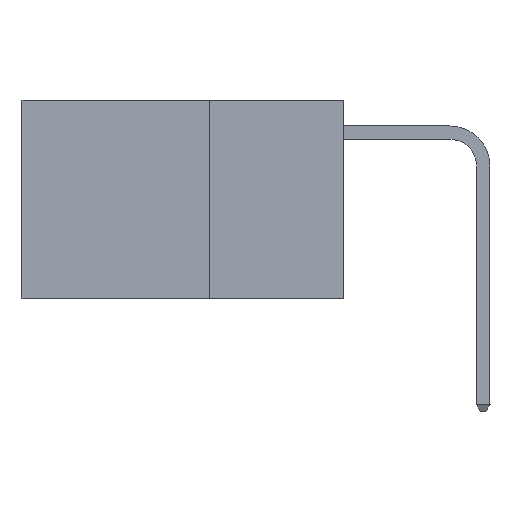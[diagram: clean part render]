
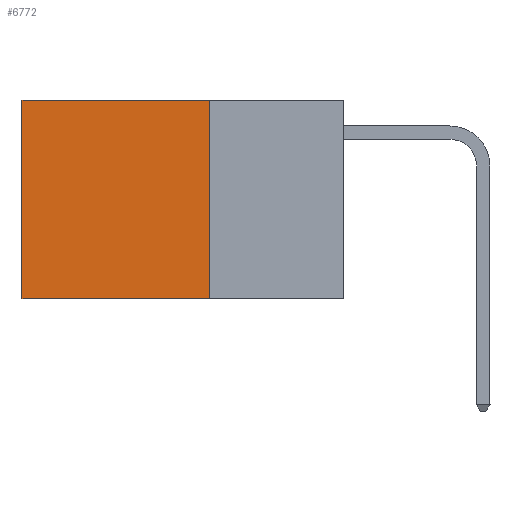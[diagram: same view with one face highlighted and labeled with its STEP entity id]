
A CAD part, left-side view. The second image highlights one B-rep face of the part: STEP entity #6772.
In plain terms, the highlighted planar face has unit normal (-1, 0, 0).
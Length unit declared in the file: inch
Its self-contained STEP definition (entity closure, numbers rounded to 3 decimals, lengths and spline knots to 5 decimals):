
#219 = DIRECTION ( 'NONE',  ( 0., 0., -1. ) ) ;
#2002 = ORIENTED_EDGE ( 'NONE', *, *, #4609, .T. ) ;
#2310 = VECTOR ( 'NONE', #5850, 39.37008 ) ;
#2421 = FACE_OUTER_BOUND ( 'NONE', #6493, .T. ) ;
#2858 = DIRECTION ( 'NONE',  ( 0., 0., -1. ) ) ;
#3352 = CARTESIAN_POINT ( 'NONE',  ( 0.2625, 0.25, 0. ) ) ;
#3476 = DIRECTION ( 'NONE',  ( 1., 0., 0. ) ) ;
#3928 = VECTOR ( 'NONE', #2858, 39.37008 ) ;
#4300 = VERTEX_POINT ( 'NONE', #5406 ) ;
#4302 = CARTESIAN_POINT ( 'NONE',  ( 0.2625, 0.25, -0.37 ) ) ;
#4609 = EDGE_CURVE ( 'NONE', #5018, #5781, #8356, .T. ) ;
#4865 = AXIS2_PLACEMENT_3D ( 'NONE', #3352, #3476, #12478 ) ;
#4902 = EDGE_CURVE ( 'NONE', #4300, #10567, #12856, .T. ) ;
#5018 = VERTEX_POINT ( 'NONE', #7177 ) ;
#5326 = CARTESIAN_POINT ( 'NONE',  ( 0.2625, 0.25, -0.37 ) ) ;
#5406 = CARTESIAN_POINT ( 'NONE',  ( 0.2625, 0.25, 0. ) ) ;
#5457 = EDGE_CURVE ( 'NONE', #4300, #5018, #12075, .T. ) ;
#5781 = VERTEX_POINT ( 'NONE', #10535 ) ;
#5847 = ORIENTED_EDGE ( 'NONE', *, *, #5457, .T. ) ;
#5850 = DIRECTION ( 'NONE',  ( 0., 1., 0. ) ) ;
#6007 = VECTOR ( 'NONE', #219, 39.37008 ) ;
#6324 = PLANE ( 'NONE',  #4865 ) ;
#6493 = EDGE_LOOP ( 'NONE', ( #2002, #11534, #11189, #5847 ) ) ;
#6772 = ADVANCED_FACE ( 'NONE', ( #2421 ), #6324, .F. ) ;
#7177 = CARTESIAN_POINT ( 'NONE',  ( 0.2625, 0.6, 0. ) ) ;
#7200 = DIRECTION ( 'NONE',  ( 0., 1., 0. ) ) ;
#7669 = EDGE_CURVE ( 'NONE', #10567, #5781, #11295, .T. ) ;
#8356 = LINE ( 'NONE', #12354, #6007 ) ;
#10535 = CARTESIAN_POINT ( 'NONE',  ( 0.2625, 0.6, -0.37 ) ) ;
#10567 = VERTEX_POINT ( 'NONE', #5326 ) ;
#11067 = CARTESIAN_POINT ( 'NONE',  ( 0.2625, 0.25, 0. ) ) ;
#11189 = ORIENTED_EDGE ( 'NONE', *, *, #4902, .F. ) ;
#11295 = LINE ( 'NONE', #4302, #12451 ) ;
#11534 = ORIENTED_EDGE ( 'NONE', *, *, #7669, .F. ) ;
#11846 = CARTESIAN_POINT ( 'NONE',  ( 0.2625, 0.25, 0. ) ) ;
#12075 = LINE ( 'NONE', #11067, #2310 ) ;
#12354 = CARTESIAN_POINT ( 'NONE',  ( 0.2625, 0.6, 0. ) ) ;
#12451 = VECTOR ( 'NONE', #7200, 39.37008 ) ;
#12478 = DIRECTION ( 'NONE',  ( 0., 0., -1. ) ) ;
#12856 = LINE ( 'NONE', #11846, #3928 ) ;
